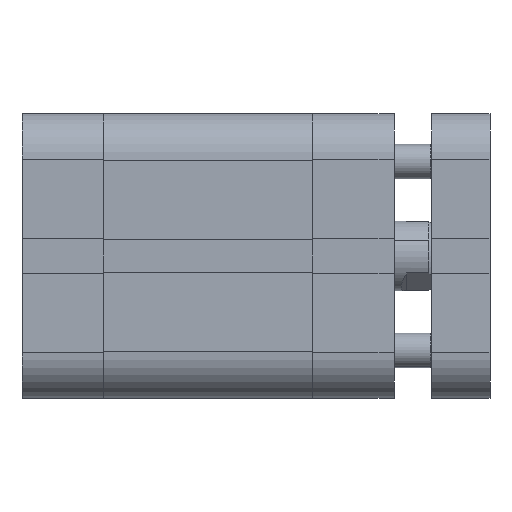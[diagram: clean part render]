
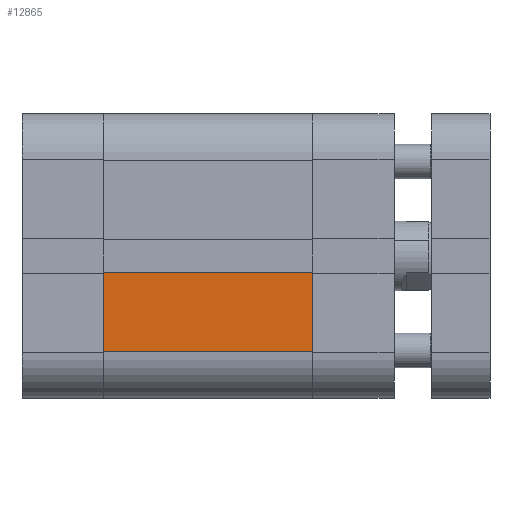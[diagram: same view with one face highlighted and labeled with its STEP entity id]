
A CAD part, front view. The second image highlights one B-rep face of the part: STEP entity #12865.
In plain terms, the highlighted planar face has unit normal (0, -1, 0).
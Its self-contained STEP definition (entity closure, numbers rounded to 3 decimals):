
#296 = ORIENTED_EDGE ( 'NONE', *, *, #15202, .T. ) ;
#833 = PLANE ( 'NONE',  #17384 ) ;
#1189 = CARTESIAN_POINT ( 'NONE',  ( 36., -24.5, -24.5 ) ) ;
#3332 = VECTOR ( 'NONE', #4743, 1000. ) ;
#3611 = ORIENTED_EDGE ( 'NONE', *, *, #21575, .F. ) ;
#4743 = DIRECTION ( 'NONE',  ( 1., 0., 0. ) ) ;
#5337 = VERTEX_POINT ( 'NONE', #33892 ) ;
#7134 = DIRECTION ( 'NONE',  ( 0., 0., -1. ) ) ;
#7413 = DIRECTION ( 'NONE',  ( 0., 0., -1. ) ) ;
#7660 = ORIENTED_EDGE ( 'NONE', *, *, #29440, .T. ) ;
#11536 = LINE ( 'NONE', #34323, #14785 ) ;
#11578 = VECTOR ( 'NONE', #7134, 1000. ) ;
#12701 = LINE ( 'NONE', #16222, #11578 ) ;
#12802 = VERTEX_POINT ( 'NONE', #33350 ) ;
#12865 = ADVANCED_FACE ( 'NONE', ( #23831 ), #833, .F. ) ;
#13170 = LINE ( 'NONE', #32442, #28759 ) ;
#13868 = ORIENTED_EDGE ( 'NONE', *, *, #21230, .T. ) ;
#14785 = VECTOR ( 'NONE', #31907, 1000. ) ;
#15202 = EDGE_CURVE ( 'NONE', #5337, #17887, #19754, .T. ) ;
#16222 = CARTESIAN_POINT ( 'NONE',  ( 36., -24.5, -24.5 ) ) ;
#16593 = CARTESIAN_POINT ( 'NONE',  ( 36., -24.5, -16.5 ) ) ;
#17034 = EDGE_LOOP ( 'NONE', ( #7660, #13868, #296, #3611 ) ) ;
#17384 = AXIS2_PLACEMENT_3D ( 'NONE', #1189, #32351, #26064 ) ;
#17887 = VERTEX_POINT ( 'NONE', #19738 ) ;
#19738 = CARTESIAN_POINT ( 'NONE',  ( 36., -24.5, -16.5 ) ) ;
#19754 = LINE ( 'NONE', #16593, #3332 ) ;
#21230 = EDGE_CURVE ( 'NONE', #27281, #5337, #13170, .T. ) ;
#21575 = EDGE_CURVE ( 'NONE', #12802, #17887, #12701, .T. ) ;
#23831 = FACE_OUTER_BOUND ( 'NONE', #17034, .T. ) ;
#26064 = DIRECTION ( 'NONE',  ( 0., 0., 1. ) ) ;
#27281 = VERTEX_POINT ( 'NONE', #30966 ) ;
#28759 = VECTOR ( 'NONE', #7413, 1000. ) ;
#29440 = EDGE_CURVE ( 'NONE', #12802, #27281, #11536, .T. ) ;
#30966 = CARTESIAN_POINT ( 'NONE',  ( 0., -24.5, -2.8 ) ) ;
#31907 = DIRECTION ( 'NONE',  ( -1., 0., 0. ) ) ;
#32351 = DIRECTION ( 'NONE',  ( 0., 1., 0. ) ) ;
#32442 = CARTESIAN_POINT ( 'NONE',  ( 0., -24.5, -24.5 ) ) ;
#33350 = CARTESIAN_POINT ( 'NONE',  ( 36., -24.5, -2.8 ) ) ;
#33892 = CARTESIAN_POINT ( 'NONE',  ( 0., -24.5, -16.5 ) ) ;
#34323 = CARTESIAN_POINT ( 'NONE',  ( 36.001, -24.5, -2.8 ) ) ;
